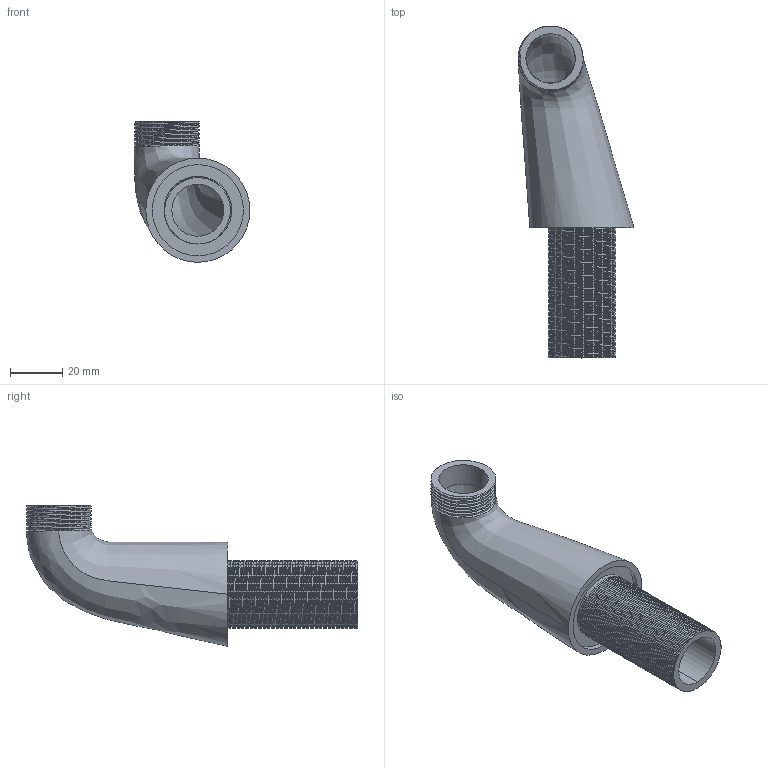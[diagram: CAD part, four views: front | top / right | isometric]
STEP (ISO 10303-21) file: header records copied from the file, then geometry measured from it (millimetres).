
FILE_DESCRIPTION (( 'STEP AP203' ), '1' );
FILE_NAME ('CO307.LEGS_RIGHT_V10624.STEP', '2024-06-27T12:13:30', ( '' ), ( '' ), 'SwSTEP 2.0', 'SolidWorks 2019', '' );
FILE_SCHEMA (( 'CONFIG_CONTROL_DESIGN' ));
Length unit declared in the file: millimetre
Products named in the file (1): CO307.LEGS_RIGHT_V10624
Bounding box: 44.5 x 127.49 x 54 mm (x, y, z)
Volume: 34340.3 mm3; surface area: 26801.6 mm2
Topology: 1 solids, 1 shells, 140 faces, 411 edges, 276 vertices
Faces by surface type: cylinder 123, plane 9, bspline 8
Entity records: 25770 total; most frequent: CARTESIAN_POINT 22703, ORIENTED_EDGE 822, DIRECTION 448, EDGE_CURVE 411, VERTEX_POINT 276, AXIS2_PLACEMENT_3D 162, EDGE_LOOP 145, ADVANCED_FACE 140
